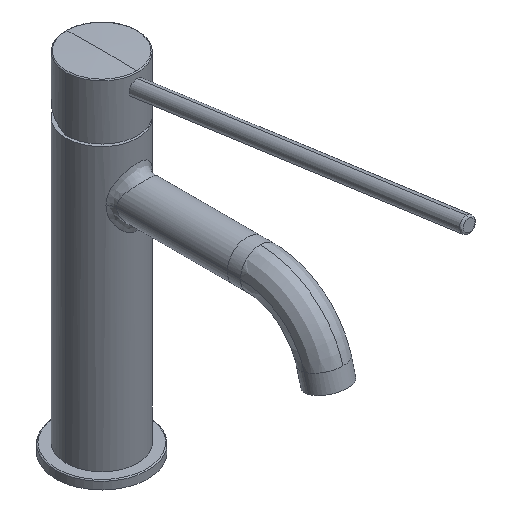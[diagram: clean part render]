
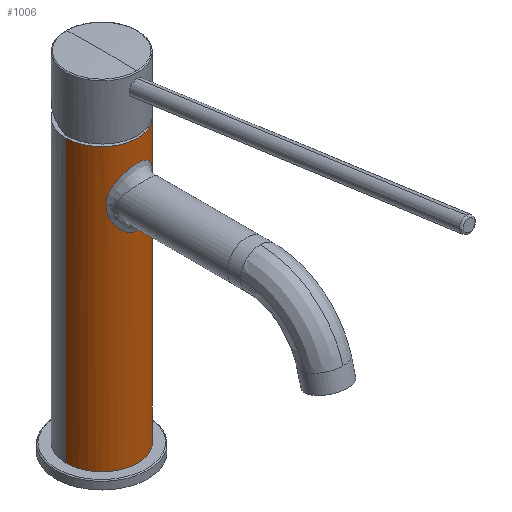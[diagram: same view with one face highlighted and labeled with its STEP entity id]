
A CAD part, isometric view. The second image highlights one B-rep face of the part: STEP entity #1006.
In plain terms, the highlighted cylindrical face has radius 19 mm (diameter 38 mm), a partial arc.
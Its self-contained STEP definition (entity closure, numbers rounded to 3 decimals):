
#68=FACE_BOUND('',#6331,.T.);
#1006=ADVANCED_FACE('',(#3668,#68),#46021,.T.);
#3668=FACE_OUTER_BOUND('',#6330,.T.);
#6330=EDGE_LOOP('',(#9939,#9940,#9941,#9942));
#6331=EDGE_LOOP('',(#9943,#9944));
#9939=ORIENTED_EDGE('',*,*,#24737,.T.);
#9940=ORIENTED_EDGE('',*,*,#24738,.T.);
#9941=ORIENTED_EDGE('',*,*,#24739,.T.);
#9942=ORIENTED_EDGE('',*,*,#24740,.T.);
#9943=ORIENTED_EDGE('',*,*,#24733,.F.);
#9944=ORIENTED_EDGE('',*,*,#25328,.T.);
#24733=EDGE_CURVE('',#39549,#39550,#33260,.T.);
#24737=EDGE_CURVE('',#39551,#39552,#33264,.T.);
#24738=EDGE_CURVE('',#39552,#39553,#32137,.T.);
#24739=EDGE_CURVE('',#39553,#39554,#33265,.T.);
#24740=EDGE_CURVE('',#39554,#39551,#32138,.T.);
#25328=EDGE_CURVE('',#39549,#39550,#33609,.T.);
#32137=(
BOUNDED_CURVE()
B_SPLINE_CURVE(2,(#57125,#57126,#57127,#57128,#57129),.UNSPECIFIED.,.F.,
 .F.)
B_SPLINE_CURVE_WITH_KNOTS((3,2,3),(0.,38.,76.),.UNSPECIFIED.)
CURVE()
GEOMETRIC_REPRESENTATION_ITEM()
RATIONAL_B_SPLINE_CURVE((1.,0.707,1.,0.707,1.))
REPRESENTATION_ITEM('')
);
#32138=(
BOUNDED_CURVE()
B_SPLINE_CURVE(2,(#57132,#57133,#57134,#57135,#57136),.UNSPECIFIED.,.F.,
 .F.)
B_SPLINE_CURVE_WITH_KNOTS((3,2,3),(0.,38.,76.),
 .UNSPECIFIED.)
CURVE()
GEOMETRIC_REPRESENTATION_ITEM()
RATIONAL_B_SPLINE_CURVE((1.,0.707,1.,0.707,1.))
REPRESENTATION_ITEM('')
);
#33260=B_SPLINE_CURVE_WITH_KNOTS('',3,(#57067,#57068,#57069,#57070,#57071,
#57072,#57073,#57074,#57075,#57076,#57077,#57078,#57079,#57080,#57081,#57082,
#57083,#57084,#57085,#57086,#57087,#57088,#57089),.UNSPECIFIED.,.F.,.F.,
(4,1,1,1,1,1,1,1,1,1,1,1,1,1,1,1,1,1,1,1,4),(0.,1.248,2.499,
5.026,7.608,10.289,13.11,16.1,
19.262,20.889,22.531,24.212,25.876,
28.962,31.894,34.774,37.455,40.037,
42.504,43.785,45.063),.UNSPECIFIED.);
#33264=B_SPLINE_CURVE_WITH_KNOTS('',1,(#57123,#57124),.UNSPECIFIED.,.F.,
 .F.,(2,2),(0.,149.5),.UNSPECIFIED.);
#33265=B_SPLINE_CURVE_WITH_KNOTS('',1,(#57130,#57131),.UNSPECIFIED.,.F.,
 .F.,(2,2),(0.,149.5),.UNSPECIFIED.);
#33609=B_SPLINE_CURVE_WITH_KNOTS('',3,(#59795,#59796,#59797,#59798,#59799,
#59800,#59801,#59802,#59803,#59804,#59805,#59806,#59807,#59808,#59809,#59810,
#59811,#59812,#59813,#59814,#59815,#59816,#59817),.UNSPECIFIED.,.F.,.F.,
(4,1,1,1,1,1,1,1,1,1,1,1,1,1,1,1,1,1,1,1,4),(-45.063,-43.785,
-42.504,-40.037,-37.455,-34.774,
-31.894,-28.962,-25.876,-24.212,
-22.531,-20.889,-19.262,-16.1,
-13.11,-10.289,-7.608,-5.026,
-2.499,-1.248,0.),.UNSPECIFIED.);
#39549=VERTEX_POINT('',#56687);
#39550=VERTEX_POINT('',#56688);
#39551=VERTEX_POINT('',#56689);
#39552=VERTEX_POINT('',#56690);
#39553=VERTEX_POINT('',#56691);
#39554=VERTEX_POINT('',#56692);
#46021=CYLINDRICAL_SURFACE('',#47013,19.);
#47013=AXIS2_PLACEMENT_3D('',#51648,#49284,$);
#49284=DIRECTION('',(0.,0.,-1.));
#51648=CARTESIAN_POINT('',(0.,0.,79.25));
#56687=CARTESIAN_POINT('',(-12.271,-14.506,127.));
#56688=CARTESIAN_POINT('',(12.271,-14.506,127.));
#56689=CARTESIAN_POINT('',(-19.,0.,154.));
#56690=CARTESIAN_POINT('',(-19.,0.,4.5));
#56691=CARTESIAN_POINT('',(19.,0.,4.5));
#56692=CARTESIAN_POINT('',(19.,0.,154.));
#57067=CARTESIAN_POINT('',(-12.271,-14.506,127.));
#57068=CARTESIAN_POINT('',(-12.271,-14.506,126.536));
#57069=CARTESIAN_POINT('',(-12.238,-14.534,125.606));
#57070=CARTESIAN_POINT('',(-12.04,-14.7,123.762));
#57071=CARTESIAN_POINT('',(-11.548,-15.098,121.521));
#57072=CARTESIAN_POINT('',(-10.596,-15.79,119.02));
#57073=CARTESIAN_POINT('',(-9.28,-16.609,116.723));
#57074=CARTESIAN_POINT('',(-7.569,-17.469,114.672));
#57075=CARTESIAN_POINT('',(-5.425,-18.265,112.965));
#57076=CARTESIAN_POINT('',(-3.304,-18.75,111.991));
#57077=CARTESIAN_POINT('',(-1.446,-18.963,111.572));
#57078=CARTESIAN_POINT('',(0.011,-19.019,111.463));
#57079=CARTESIAN_POINT('',(1.48,-18.961,111.576));
#57080=CARTESIAN_POINT('',(3.335,-18.744,112.004));
#57081=CARTESIAN_POINT('',(5.427,-18.262,112.972));
#57082=CARTESIAN_POINT('',(7.556,-17.475,114.659));
#57083=CARTESIAN_POINT('',(9.271,-16.615,116.707));
#57084=CARTESIAN_POINT('',(10.596,-15.79,119.02));
#57085=CARTESIAN_POINT('',(11.541,-15.103,121.502));
#57086=CARTESIAN_POINT('',(12.033,-14.705,123.73));
#57087=CARTESIAN_POINT('',(12.236,-14.536,125.573));
#57088=CARTESIAN_POINT('',(12.271,-14.506,126.525));
#57089=CARTESIAN_POINT('',(12.271,-14.506,127.));
#57123=CARTESIAN_POINT('',(-19.,0.,154.));
#57124=CARTESIAN_POINT('',(-19.,0.,4.5));
#57125=CARTESIAN_POINT('',(-19.,0.,4.5));
#57126=CARTESIAN_POINT('',(-19.,-19.,4.5));
#57127=CARTESIAN_POINT('',(0.,-19.,4.5));
#57128=CARTESIAN_POINT('',(19.,-19.,4.5));
#57129=CARTESIAN_POINT('',(19.,0.,4.5));
#57130=CARTESIAN_POINT('',(19.,0.,4.5));
#57131=CARTESIAN_POINT('',(19.,0.,154.));
#57132=CARTESIAN_POINT('',(19.,0.,154.));
#57133=CARTESIAN_POINT('',(19.,-19.,154.));
#57134=CARTESIAN_POINT('',(0.,-19.,154.));
#57135=CARTESIAN_POINT('',(-19.,-19.,154.));
#57136=CARTESIAN_POINT('',(-19.,0.,154.));
#59795=CARTESIAN_POINT('',(-12.271,-14.506,127.));
#59796=CARTESIAN_POINT('',(-12.271,-14.506,127.475));
#59797=CARTESIAN_POINT('',(-12.236,-14.536,128.427));
#59798=CARTESIAN_POINT('',(-12.033,-14.705,130.27));
#59799=CARTESIAN_POINT('',(-11.541,-15.103,132.498));
#59800=CARTESIAN_POINT('',(-10.596,-15.79,134.98));
#59801=CARTESIAN_POINT('',(-9.271,-16.615,137.293));
#59802=CARTESIAN_POINT('',(-7.556,-17.475,139.341));
#59803=CARTESIAN_POINT('',(-5.427,-18.262,141.028));
#59804=CARTESIAN_POINT('',(-3.335,-18.744,141.996));
#59805=CARTESIAN_POINT('',(-1.48,-18.961,142.424));
#59806=CARTESIAN_POINT('',(-0.011,-19.019,142.537));
#59807=CARTESIAN_POINT('',(1.446,-18.963,142.428));
#59808=CARTESIAN_POINT('',(3.304,-18.75,142.009));
#59809=CARTESIAN_POINT('',(5.425,-18.265,141.035));
#59810=CARTESIAN_POINT('',(7.569,-17.469,139.328));
#59811=CARTESIAN_POINT('',(9.28,-16.609,137.277));
#59812=CARTESIAN_POINT('',(10.596,-15.79,134.98));
#59813=CARTESIAN_POINT('',(11.548,-15.098,132.479));
#59814=CARTESIAN_POINT('',(12.04,-14.7,130.238));
#59815=CARTESIAN_POINT('',(12.238,-14.534,128.394));
#59816=CARTESIAN_POINT('',(12.271,-14.506,127.464));
#59817=CARTESIAN_POINT('',(12.271,-14.506,127.));
